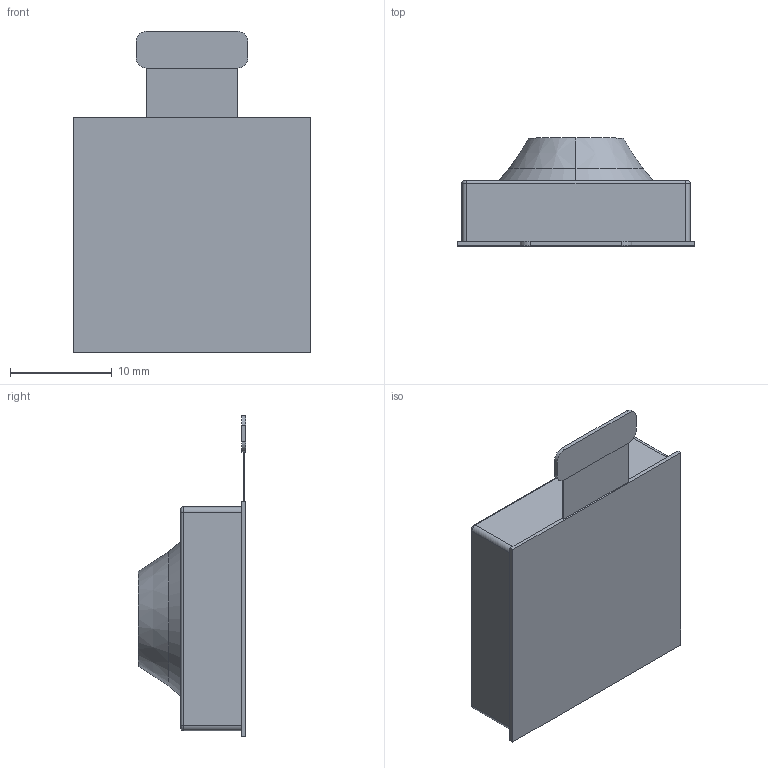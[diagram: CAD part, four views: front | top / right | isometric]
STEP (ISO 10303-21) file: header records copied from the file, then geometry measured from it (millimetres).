
FILE_DESCRIPTION (( 'STEP AP214' ), '1' );
FILE_NAME ('Camera Module [IMX989] [Sunny Optics] [Vivo X100 Pro+ plus.STEP', '2024-08-18T06:10:52+00:00', 'Stefan Hamminga', '', '', '', '');
FILE_SCHEMA (( 'AUTOMOTIVE_DESIGN' ));
Length unit declared in the file: millimetre
Products named in the file (5): VCM & Lens Assembly; Lens [Smartphone type] [M17]_ZF97005A-1; Camera Module [IMX989] [Sunny Optics] [Vivo X100 Pro+]; Part8^Camera Module [IMX989] [Sunny Optics] [Vivo X100 Pro+]; VCM
Assembly tree (4 placements, depth 3):
  Camera Module [IMX989] [Sunny Optics] [Vivo X100 Pro+]
    VCM & Lens Assembly
      VCM
      Lens [Smartphone type] [M17]_ZF97005A-1
    Part8^Camera Module [IMX989] [Sunny Optics] [Vivo X100 Pro+]
Bounding box: 23.36 x 10.6 x 31.58 mm (x, y, z)
Volume: 2720.7 mm3; surface area: 5082 mm2
Topology: 5 solids, 5 shells, 111 faces, 258 edges, 160 vertices
Faces by surface type: cylinder 38, plane 37, cone 20, torus 8, sphere 8
Entity records: 3633 total; most frequent: DIRECTION 622, CARTESIAN_POINT 537, ORIENTED_EDGE 516, EDGE_CURVE 258, AXIS2_PLACEMENT_3D 245, VERTEX_POINT 160, VECTOR 132, LINE 132
